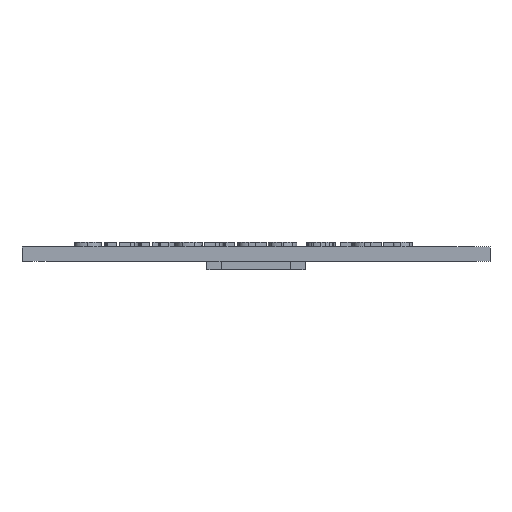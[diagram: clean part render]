
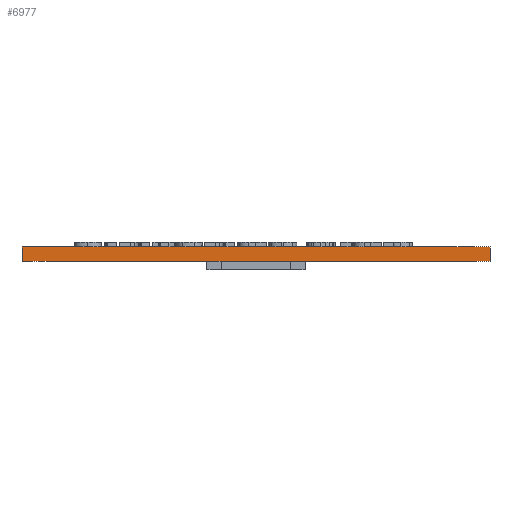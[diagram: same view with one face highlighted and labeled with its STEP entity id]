
A CAD part, front view. The second image highlights one B-rep face of the part: STEP entity #6977.
In plain terms, the highlighted planar face has unit normal (0, -1, 0).
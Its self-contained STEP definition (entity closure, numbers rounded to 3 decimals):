
#483=FACE_OUTER_BOUND('',#875,.T.);
#875=EDGE_LOOP('',(#4777,#4778,#4779,#4780));
#1287=LINE('',#9034,#2090);
#1373=LINE('',#9194,#2176);
#1374=LINE('',#9195,#2177);
#1375=LINE('',#9196,#2178);
#2090=VECTOR('',#7682,10.);
#2176=VECTOR('',#7798,10.);
#2177=VECTOR('',#7799,10.);
#2178=VECTOR('',#7800,10.);
#2895=VERTEX_POINT('',#9031);
#2896=VERTEX_POINT('',#9033);
#2954=VERTEX_POINT('',#9192);
#2955=VERTEX_POINT('',#9193);
#3569=EDGE_CURVE('',#2896,#2895,#1287,.T.);
#3655=EDGE_CURVE('',#2954,#2955,#1373,.T.);
#3656=EDGE_CURVE('',#2955,#2896,#1374,.T.);
#3657=EDGE_CURVE('',#2895,#2954,#1375,.T.);
#4777=ORIENTED_EDGE('',*,*,#3655,.T.);
#4778=ORIENTED_EDGE('',*,*,#3656,.T.);
#4779=ORIENTED_EDGE('',*,*,#3569,.T.);
#4780=ORIENTED_EDGE('',*,*,#3657,.T.);
#6726=PLANE('',#7377);
#6977=ADVANCED_FACE('',(#483),#6726,.T.);
#7377=AXIS2_PLACEMENT_3D('',#9191,#7796,#7797);
#7682=DIRECTION('',(-1.,0.,0.));
#7796=DIRECTION('center_axis',(0.,-1.,0.));
#7797=DIRECTION('ref_axis',(0.,0.,-1.));
#7798=DIRECTION('',(1.,0.,0.));
#7799=DIRECTION('',(0.,0.,1.));
#7800=DIRECTION('',(0.,0.,-1.));
#9031=CARTESIAN_POINT('',(113.988,-166.786,7.5));
#9033=CARTESIAN_POINT('',(211.417,-166.786,7.5));
#9034=CARTESIAN_POINT('',(115.988,-166.786,7.5));
#9191=CARTESIAN_POINT('Origin',(115.988,-166.786,-12.5));
#9192=CARTESIAN_POINT('',(113.988,-166.786,4.5));
#9193=CARTESIAN_POINT('',(211.417,-166.786,4.5));
#9194=CARTESIAN_POINT('',(115.988,-166.786,4.5));
#9195=CARTESIAN_POINT('',(211.417,-166.786,-12.5));
#9196=CARTESIAN_POINT('',(113.988,-166.786,5.5));
